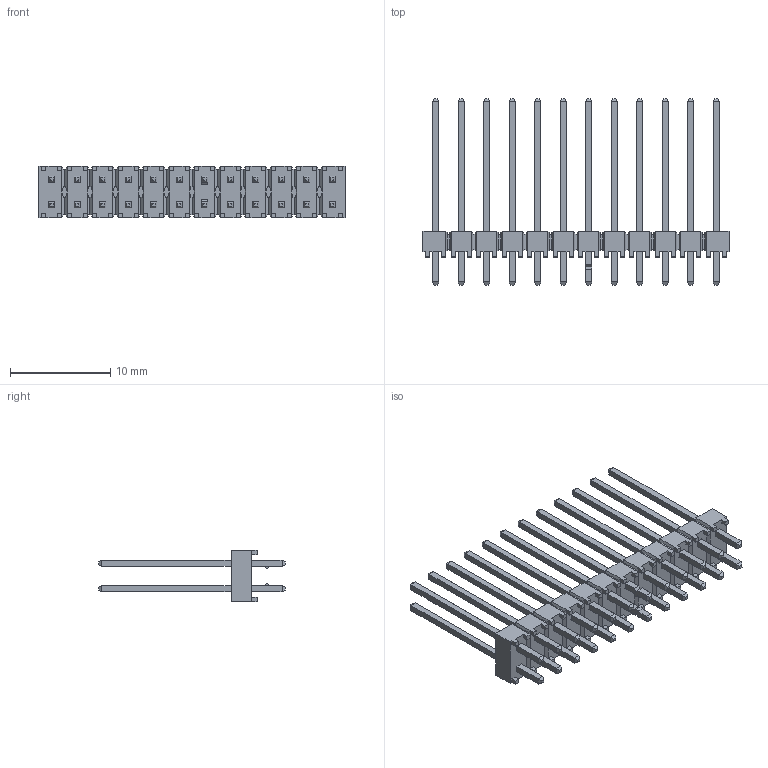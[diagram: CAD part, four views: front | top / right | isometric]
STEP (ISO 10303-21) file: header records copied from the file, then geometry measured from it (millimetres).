
FILE_DESCRIPTION(/* description */ ('STEP AP203'),/* implementation_level */ '2;1');
FILE_NAME(/* name */ 'TSW-112-15-S-D-LL',/* time_stamp */ '2026-02-19T10:42:28+01:00',/* author */ ('License CC BY-ND 4.0'),/* organization */ ('CADENAS'),/* preprocessor_version */ 'ST-DEVELOPER v20',/* originating_system */ 'PARTsolutions',/* authorisation */ ' ');
FILE_SCHEMA (('CONFIG_CONTROL_DESIGN'));
Length unit declared in the file: inch
Products named in the file (3): TSW-112-15-S-D-LL; TSW-112-15-S-D-LL_body; T-1S6-09-TSW-1-15-12-D-LL
Assembly tree (2 placements, depth 2):
  TSW-112-15-S-D-LL
    TSW-112-15-S-D-LL_body
    T-1S6-09-TSW-1-15-12-D-LL
Bounding box: 30.48 x 18.54 x 5.08 mm (x, y, z)
Volume: 469.5 mm3; surface area: 1976.7 mm2
Topology: 2 solids, 2 shells, 1010 faces, 2528 edges, 1548 vertices
Faces by surface type: plane 1010
Entity records: 29137 total; most frequent: CARTESIAN_POINT 5089, ORIENTED_EDGE 5056, DIRECTION 4554, EDGE_CURVE 2528, LINE 2528, VECTOR 2528, VERTEX_POINT 1548, EDGE_LOOP 1106
